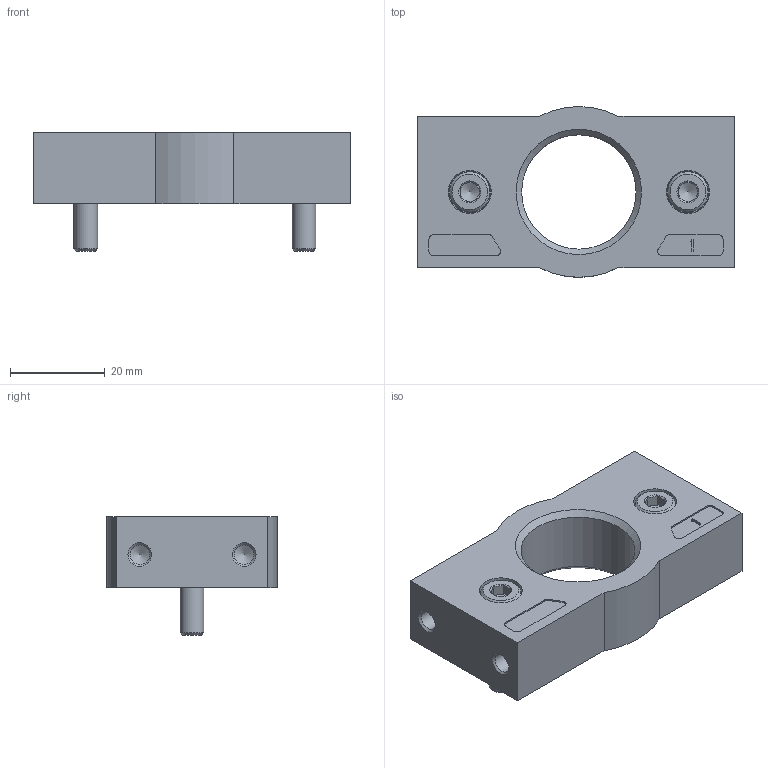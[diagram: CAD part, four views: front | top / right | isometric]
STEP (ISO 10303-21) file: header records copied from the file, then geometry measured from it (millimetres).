
FILE_DESCRIPTION(/* description */ ('STEP AP214'),/* implementation_level */ '2;1');
FILE_NAME(/* name */ '546507_PBL-3_4-D-MAXI-L',/* time_stamp */ '2024-09-13T16:19:39+02:00',/* author */ ('License CC BY-ND 4.0'),/* organization */ ('CADENAS'),/* preprocessor_version */ 'ST-DEVELOPER v19.3',/* originating_system */ 'PARTsolutions',/* authorisation */ ' ');
FILE_SCHEMA (('AUTOMOTIVE_DESIGN {1 0 10303 214 3 1 1}'));
Length unit declared in the file: millimetre
Products named in the file (3): 546507 PBL-3/4-D-MAXI-L; 380309 PBL-3/4-D-MAXI-L---(1) p1; DIN-912 - M5x20(F)
Assembly tree (3 placements, depth 2):
  546507 PBL-3/4-D-MAXI-L
    380309 PBL-3/4-D-MAXI-L---(1) p1
    DIN-912 - M5x20(F)  x2
Bounding box: 67 x 36 x 25 mm (x, y, z)
Volume: 25665.3 mm3; surface area: 9487.2 mm2
Topology: 3 solids, 3 shells, 111 faces, 244 edges, 146 vertices
Faces by surface type: plane 57, cone 32, cylinder 22
Full cylindrical faces by diameter (mm): 4.134 x2, 5 x2, 8.5 x2, 24.117 x1
Entity records: 2313 total; most frequent: DIRECTION 403, CARTESIAN_POINT 395, ORIENTED_EDGE 334, EDGE_CURVE 167, AXIS2_PLACEMENT_3D 155, FACE_BOUND 118, VERTEX_POINT 117, EDGE_LOOP 115
